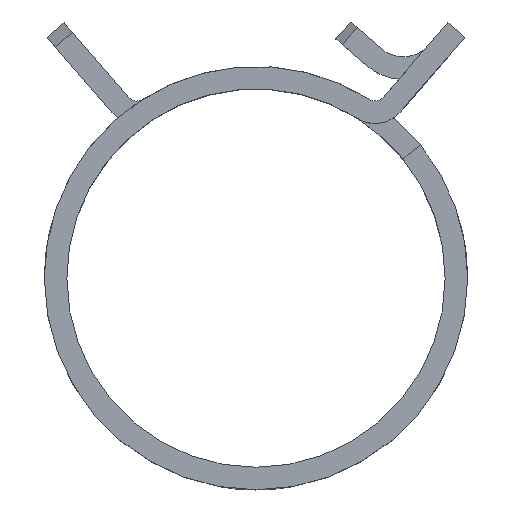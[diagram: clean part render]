
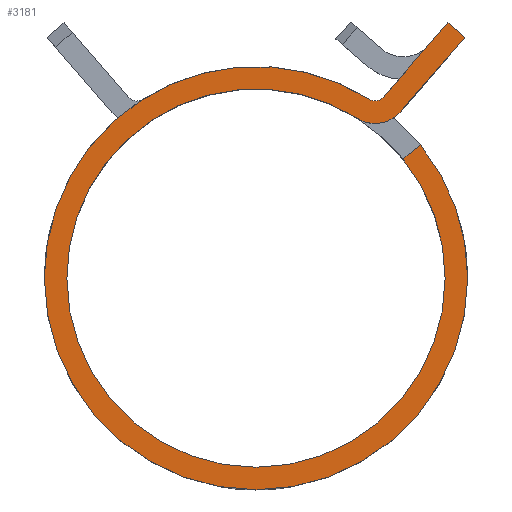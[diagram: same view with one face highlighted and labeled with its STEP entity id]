
A CAD part, top view. The second image highlights one B-rep face of the part: STEP entity #3181.
In plain terms, the highlighted planar face has unit normal (0, 0, 1).
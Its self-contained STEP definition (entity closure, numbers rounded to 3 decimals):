
#100 = DIRECTION ( 'NONE',  ( 0., 0., 1. ) ) ;
#163 = CARTESIAN_POINT ( 'NONE',  ( 0., 0., 6. ) ) ;
#198 = VERTEX_POINT ( 'NONE', #2429 ) ;
#277 = CARTESIAN_POINT ( 'NONE',  ( 15.339, 12.441, 6. ) ) ;
#287 = ORIENTED_EDGE ( 'NONE', *, *, #4868, .T. ) ;
#311 = DIRECTION ( 'NONE',  ( 0., 0., 1. ) ) ;
#332 = AXIS2_PLACEMENT_3D ( 'NONE', #163, #4820, #2050 ) ;
#492 = EDGE_CURVE ( 'NONE', #6057, #198, #5267, .T. ) ;
#597 = AXIS2_PLACEMENT_3D ( 'NONE', #4051, #1560, #5384 ) ;
#598 = EDGE_CURVE ( 'NONE', #4429, #4832, #1502, .T. ) ;
#605 = DIRECTION ( 'NONE',  ( 1., 0., 0. ) ) ;
#613 = DIRECTION ( 'NONE',  ( 1., 0., 0. ) ) ;
#725 = ORIENTED_EDGE ( 'NONE', *, *, #4330, .F. ) ;
#761 = CARTESIAN_POINT ( 'NONE',  ( 0., 0., 6. ) ) ;
#801 = AXIS2_PLACEMENT_3D ( 'NONE', #5817, #5905, #605 ) ;
#901 = EDGE_CURVE ( 'NONE', #2796, #4832, #3870, .T. ) ;
#1022 = EDGE_CURVE ( 'NONE', #3961, #5382, #5136, .T. ) ;
#1152 = CARTESIAN_POINT ( 'NONE',  ( 17.914, 23.845, 6. ) ) ;
#1194 = ORIENTED_EDGE ( 'NONE', *, *, #5628, .F. ) ;
#1233 = CARTESIAN_POINT ( 'NONE',  ( 10.572, 16.682, 6. ) ) ;
#1290 = CARTESIAN_POINT ( 'NONE',  ( 17.65, 0., 6. ) ) ;
#1296 = DIRECTION ( 'NONE',  ( 1., 0., 0. ) ) ;
#1319 = CARTESIAN_POINT ( 'NONE',  ( 11.862, 16.872, 6. ) ) ;
#1392 = CIRCLE ( 'NONE', #4866, 1. ) ;
#1416 = CARTESIAN_POINT ( 'NONE',  ( 0., 0., 6. ) ) ;
#1448 = DIRECTION ( 'NONE',  ( 1., 0., 0. ) ) ;
#1496 = DIRECTION ( 'NONE',  ( 0.777, 0.63, 0. ) ) ;
#1502 = CIRCLE ( 'NONE', #801, 19.75 ) ;
#1546 = CARTESIAN_POINT ( 'NONE',  ( 0., 0., 6. ) ) ;
#1560 = DIRECTION ( 'NONE',  ( 0., 0., 1. ) ) ;
#1700 = CARTESIAN_POINT ( 'NONE',  ( 19.5, 22.468, 6. ) ) ;
#1752 = ORIENTED_EDGE ( 'NONE', *, *, #3037, .F. ) ;
#1837 = EDGE_LOOP ( 'NONE', ( #5159, #5235, #3074, #5582, #3884, #5711, #1194, #5687, #1752, #725, #287, #2875 ) ) ;
#1893 = VECTOR ( 'NONE', #5748, 1000. ) ;
#1938 = CARTESIAN_POINT ( 'NONE',  ( 17.914, 23.845, 6. ) ) ;
#2024 = EDGE_CURVE ( 'NONE', #3763, #2796, #3743, .T. ) ;
#2050 = DIRECTION ( 'NONE',  ( 1., 0., 0. ) ) ;
#2125 = CARTESIAN_POINT ( 'NONE',  ( 9.448, 14.909, 6. ) ) ;
#2144 = DIRECTION ( 'NONE',  ( 1., 0., 0. ) ) ;
#2149 = PLANE ( 'NONE',  #597 ) ;
#2226 = VERTEX_POINT ( 'NONE', #1319 ) ;
#2275 = CARTESIAN_POINT ( 'NONE',  ( 0., 0., 6. ) ) ;
#2359 = DIRECTION ( 'NONE',  ( 0., 0., 1. ) ) ;
#2429 = CARTESIAN_POINT ( 'NONE',  ( -19.75, 0., 6. ) ) ;
#2457 = AXIS2_PLACEMENT_3D ( 'NONE', #761, #2665, #1296 ) ;
#2584 = CARTESIAN_POINT ( 'NONE',  ( 17.914, 23.845, 6. ) ) ;
#2665 = DIRECTION ( 'NONE',  ( 0., 0., 1. ) ) ;
#2719 = AXIS2_PLACEMENT_3D ( 'NONE', #2275, #311, #2144 ) ;
#2747 = CARTESIAN_POINT ( 'NONE',  ( 19.75, 0., 6. ) ) ;
#2779 = CARTESIAN_POINT ( 'NONE',  ( 11.107, 17.527, 6. ) ) ;
#2796 = VERTEX_POINT ( 'NONE', #3887 ) ;
#2875 = ORIENTED_EDGE ( 'NONE', *, *, #3216, .T. ) ;
#2935 = LINE ( 'NONE', #3902, #1893 ) ;
#3037 = EDGE_CURVE ( 'NONE', #4874, #3961, #2935, .T. ) ;
#3074 = ORIENTED_EDGE ( 'NONE', *, *, #598, .T. ) ;
#3079 = DIRECTION ( 'NONE',  ( -0.655, -0.755, 0. ) ) ;
#3119 = CIRCLE ( 'NONE', #332, 17.65 ) ;
#3181 = ADVANCED_FACE ( 'NONE', ( #5955 ), #2149, .T. ) ;
#3216 = EDGE_CURVE ( 'NONE', #2226, #6057, #1392, .T. ) ;
#3317 = LINE ( 'NONE', #1938, #3325 ) ;
#3325 = VECTOR ( 'NONE', #5810, 1000. ) ;
#3395 = AXIS2_PLACEMENT_3D ( 'NONE', #1416, #2359, #1448 ) ;
#3743 = CIRCLE ( 'NONE', #2457, 17.65 ) ;
#3763 = VERTEX_POINT ( 'NONE', #1290 ) ;
#3833 = VERTEX_POINT ( 'NONE', #1152 ) ;
#3852 = CARTESIAN_POINT ( 'NONE',  ( 11.107, 17.527, 6. ) ) ;
#3870 = LINE ( 'NONE', #5771, #4847 ) ;
#3884 = ORIENTED_EDGE ( 'NONE', *, *, #2024, .F. ) ;
#3887 = CARTESIAN_POINT ( 'NONE',  ( 13.708, 11.118, 6. ) ) ;
#3902 = CARTESIAN_POINT ( 'NONE',  ( 19.5, 22.468, 6. ) ) ;
#3961 = VERTEX_POINT ( 'NONE', #4145 ) ;
#4051 = CARTESIAN_POINT ( 'NONE',  ( 0., 0., 6. ) ) ;
#4145 = CARTESIAN_POINT ( 'NONE',  ( 13.448, 15.495, 6. ) ) ;
#4175 = DIRECTION ( 'NONE',  ( 0., 0., -1. ) ) ;
#4330 = EDGE_CURVE ( 'NONE', #3833, #4874, #3317, .T. ) ;
#4356 = VERTEX_POINT ( 'NONE', #4397 ) ;
#4397 = CARTESIAN_POINT ( 'NONE',  ( -17.65, 0., 6. ) ) ;
#4429 = VERTEX_POINT ( 'NONE', #2747 ) ;
#4474 = LINE ( 'NONE', #2584, #4603 ) ;
#4502 = CIRCLE ( 'NONE', #5295, 19.75 ) ;
#4603 = VECTOR ( 'NONE', #3079, 1000. ) ;
#4651 = DIRECTION ( 'NONE',  ( 0., 0., -1. ) ) ;
#4735 = EDGE_CURVE ( 'NONE', #4356, #3763, #3119, .T. ) ;
#4820 = DIRECTION ( 'NONE',  ( 0., 0., 1. ) ) ;
#4832 = VERTEX_POINT ( 'NONE', #277 ) ;
#4847 = VECTOR ( 'NONE', #1496, 1000. ) ;
#4866 = AXIS2_PLACEMENT_3D ( 'NONE', #2779, #4175, #6085 ) ;
#4868 = EDGE_CURVE ( 'NONE', #3833, #2226, #4474, .T. ) ;
#4874 = VERTEX_POINT ( 'NONE', #1700 ) ;
#4892 = CIRCLE ( 'NONE', #2719, 17.65 ) ;
#5107 = EDGE_CURVE ( 'NONE', #198, #4429, #4502, .T. ) ;
#5136 = CIRCLE ( 'NONE', #6148, 3.1 ) ;
#5159 = ORIENTED_EDGE ( 'NONE', *, *, #492, .T. ) ;
#5211 = DIRECTION ( 'NONE',  ( -1., 0., 0. ) ) ;
#5235 = ORIENTED_EDGE ( 'NONE', *, *, #5107, .T. ) ;
#5267 = CIRCLE ( 'NONE', #3395, 19.75 ) ;
#5295 = AXIS2_PLACEMENT_3D ( 'NONE', #1546, #100, #613 ) ;
#5382 = VERTEX_POINT ( 'NONE', #2125 ) ;
#5384 = DIRECTION ( 'NONE',  ( 1., 0., 0. ) ) ;
#5582 = ORIENTED_EDGE ( 'NONE', *, *, #901, .F. ) ;
#5628 = EDGE_CURVE ( 'NONE', #5382, #4356, #4892, .T. ) ;
#5687 = ORIENTED_EDGE ( 'NONE', *, *, #1022, .F. ) ;
#5711 = ORIENTED_EDGE ( 'NONE', *, *, #4735, .F. ) ;
#5748 = DIRECTION ( 'NONE',  ( -0.655, -0.755, 0. ) ) ;
#5771 = CARTESIAN_POINT ( 'NONE',  ( 13.708, 11.118, 6. ) ) ;
#5810 = DIRECTION ( 'NONE',  ( 0.755, -0.655, 0. ) ) ;
#5817 = CARTESIAN_POINT ( 'NONE',  ( 0., 0., 6. ) ) ;
#5905 = DIRECTION ( 'NONE',  ( 0., 0., 1. ) ) ;
#5955 = FACE_OUTER_BOUND ( 'NONE', #1837, .T. ) ;
#6057 = VERTEX_POINT ( 'NONE', #1233 ) ;
#6085 = DIRECTION ( 'NONE',  ( 1., 0., 0. ) ) ;
#6148 = AXIS2_PLACEMENT_3D ( 'NONE', #3852, #4651, #5211 ) ;
